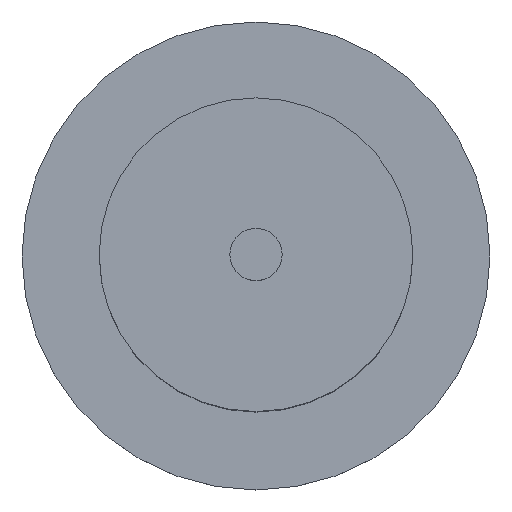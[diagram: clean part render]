
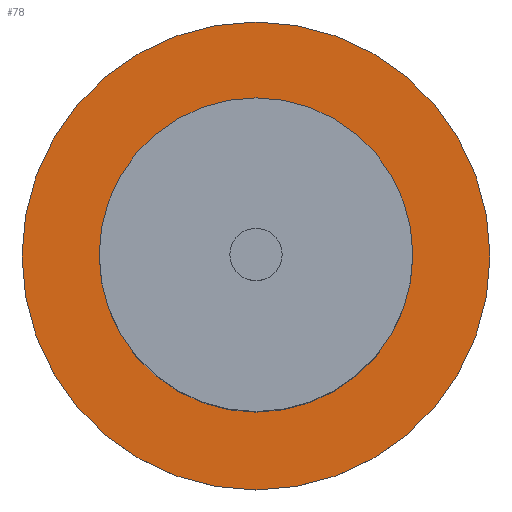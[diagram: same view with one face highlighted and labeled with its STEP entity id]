
A CAD part, top view. The second image highlights one B-rep face of the part: STEP entity #78.
In plain terms, the highlighted planar face has unit normal (0, 0, 1).
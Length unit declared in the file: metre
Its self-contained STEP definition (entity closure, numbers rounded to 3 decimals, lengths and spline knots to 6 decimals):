
#1 = CARTESIAN_POINT ( 'NONE',  ( 0., 0., -0.66 ) ) ;
#2 = CIRCLE ( 'NONE', #434, 0.0508 ) ;
#7 = EDGE_LOOP ( 'NONE', ( #126, #398 ) ) ;
#22 = CARTESIAN_POINT ( 'NONE',  ( -0.0508, 0., -0.66 ) ) ;
#25 = ORIENTED_EDGE ( 'NONE', *, *, #120, .T. ) ;
#30 = EDGE_CURVE ( 'NONE', #56, #395, #2, .T. ) ;
#38 = CARTESIAN_POINT ( 'NONE',  ( 0., 0., -0.66 ) ) ;
#43 = AXIS2_PLACEMENT_3D ( 'NONE', #196, #335, #301 ) ;
#56 = VERTEX_POINT ( 'NONE', #406 ) ;
#68 = DIRECTION ( 'NONE',  ( 1., 0., 0. ) ) ;
#69 = VERTEX_POINT ( 'NONE', #409 ) ;
#78 = ADVANCED_FACE ( 'NONE', ( #231, #238 ), #330, .T. ) ;
#86 = CIRCLE ( 'NONE', #186, 0.455 ) ;
#89 = CARTESIAN_POINT ( 'NONE',  ( -0.455, 0., -0.66 ) ) ;
#91 = EDGE_CURVE ( 'NONE', #395, #56, #254, .T. ) ;
#101 = DIRECTION ( 'NONE',  ( 0., 0., 1. ) ) ;
#120 = EDGE_CURVE ( 'NONE', #69, #392, #86, .T. ) ;
#121 = EDGE_CURVE ( 'NONE', #392, #69, #302, .T. ) ;
#126 = ORIENTED_EDGE ( 'NONE', *, *, #91, .F. ) ;
#133 = DIRECTION ( 'NONE',  ( 0., 0., 1. ) ) ;
#136 = DIRECTION ( 'NONE',  ( 1., 0., 0. ) ) ;
#179 = AXIS2_PLACEMENT_3D ( 'NONE', #269, #368, #68 ) ;
#183 = EDGE_LOOP ( 'NONE', ( #419, #25 ) ) ;
#186 = AXIS2_PLACEMENT_3D ( 'NONE', #1, #311, #411 ) ;
#196 = CARTESIAN_POINT ( 'NONE',  ( 0., 0., -0.66 ) ) ;
#231 = FACE_BOUND ( 'NONE', #7, .T. ) ;
#238 = FACE_OUTER_BOUND ( 'NONE', #183, .T. ) ;
#241 = CARTESIAN_POINT ( 'NONE',  ( 0., 0., -0.66 ) ) ;
#254 = CIRCLE ( 'NONE', #43, 0.0508 ) ;
#269 = CARTESIAN_POINT ( 'NONE',  ( 0., 0., -0.66 ) ) ;
#290 = AXIS2_PLACEMENT_3D ( 'NONE', #241, #133, #441 ) ;
#301 = DIRECTION ( 'NONE',  ( 1., 0., 0. ) ) ;
#302 = CIRCLE ( 'NONE', #290, 0.455 ) ;
#311 = DIRECTION ( 'NONE',  ( 0., 0., 1. ) ) ;
#330 = PLANE ( 'NONE',  #179 ) ;
#335 = DIRECTION ( 'NONE',  ( 0., 0., 1. ) ) ;
#368 = DIRECTION ( 'NONE',  ( 0., 0., 1. ) ) ;
#392 = VERTEX_POINT ( 'NONE', #89 ) ;
#395 = VERTEX_POINT ( 'NONE', #22 ) ;
#398 = ORIENTED_EDGE ( 'NONE', *, *, #30, .F. ) ;
#406 = CARTESIAN_POINT ( 'NONE',  ( 0.0508, 0., -0.66 ) ) ;
#409 = CARTESIAN_POINT ( 'NONE',  ( 0.455, 0., -0.66 ) ) ;
#411 = DIRECTION ( 'NONE',  ( 1., 0., 0. ) ) ;
#419 = ORIENTED_EDGE ( 'NONE', *, *, #121, .T. ) ;
#434 = AXIS2_PLACEMENT_3D ( 'NONE', #38, #101, #136 ) ;
#441 = DIRECTION ( 'NONE',  ( 1., 0., 0. ) ) ;
